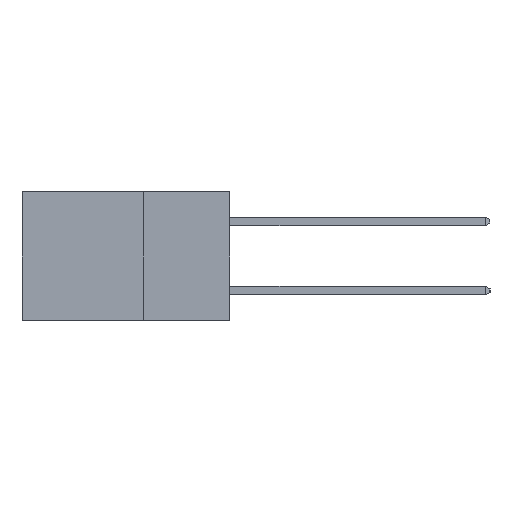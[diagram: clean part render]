
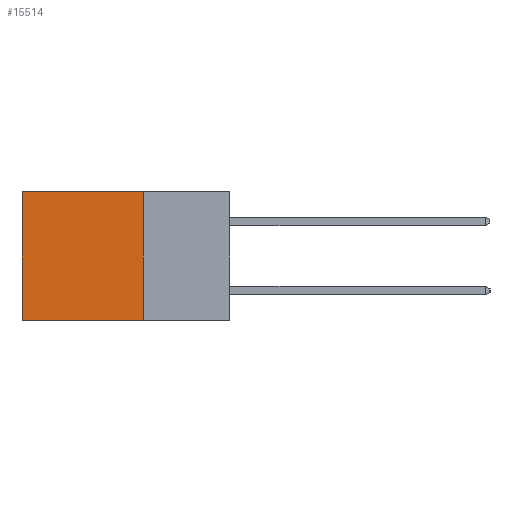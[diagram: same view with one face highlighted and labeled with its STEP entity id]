
A CAD part, left-side view. The second image highlights one B-rep face of the part: STEP entity #15514.
In plain terms, the highlighted planar face has unit normal (-1, 0, 0).
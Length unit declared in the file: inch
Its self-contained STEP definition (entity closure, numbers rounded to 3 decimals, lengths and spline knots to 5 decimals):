
#557 = EDGE_CURVE ( 'NONE', #9720, #10521, #12953, .T. ) ;
#631 = ORIENTED_EDGE ( 'NONE', *, *, #913, .F. ) ;
#678 = DIRECTION ( 'NONE',  ( 0., 0., -1. ) ) ;
#913 = EDGE_CURVE ( 'NONE', #9720, #10296, #14962, .T. ) ;
#1186 = AXIS2_PLACEMENT_3D ( 'NONE', #17335, #7524, #18951 ) ;
#1341 = CARTESIAN_POINT ( 'NONE',  ( 0.2615, 0.6, -0.37 ) ) ;
#2513 = PLANE ( 'NONE',  #1186 ) ;
#3038 = DIRECTION ( 'NONE',  ( 0., 0., -1. ) ) ;
#4167 = VECTOR ( 'NONE', #13543, 39.37008 ) ;
#4609 = LINE ( 'NONE', #10615, #17212 ) ;
#4649 = FACE_OUTER_BOUND ( 'NONE', #9317, .T. ) ;
#4655 = ORIENTED_EDGE ( 'NONE', *, *, #557, .T. ) ;
#4679 = DIRECTION ( 'NONE',  ( 0., 1., 0. ) ) ;
#5619 = EDGE_CURVE ( 'NONE', #10521, #18828, #4609, .T. ) ;
#6258 = VECTOR ( 'NONE', #3038, 39.37008 ) ;
#7524 = DIRECTION ( 'NONE',  ( 1., 0., 0. ) ) ;
#9317 = EDGE_LOOP ( 'NONE', ( #20879, #19321, #631, #4655 ) ) ;
#9454 = LINE ( 'NONE', #17762, #13321 ) ;
#9720 = VERTEX_POINT ( 'NONE', #18293 ) ;
#10296 = VERTEX_POINT ( 'NONE', #19698 ) ;
#10521 = VERTEX_POINT ( 'NONE', #17061 ) ;
#10615 = CARTESIAN_POINT ( 'NONE',  ( 0.2615, 0.6, -0.37 ) ) ;
#11647 = CARTESIAN_POINT ( 'NONE',  ( 0.2615, 0.25, 0. ) ) ;
#12181 = CARTESIAN_POINT ( 'NONE',  ( 0.2615, 0.25, -0.37 ) ) ;
#12953 = LINE ( 'NONE', #11647, #4167 ) ;
#13321 = VECTOR ( 'NONE', #4679, 39.37008 ) ;
#13543 = DIRECTION ( 'NONE',  ( 0., 1., 0. ) ) ;
#14962 = LINE ( 'NONE', #12181, #6258 ) ;
#15514 = ADVANCED_FACE ( 'NONE', ( #4649 ), #2513, .F. ) ;
#17061 = CARTESIAN_POINT ( 'NONE',  ( 0.2615, 0.6, 0. ) ) ;
#17212 = VECTOR ( 'NONE', #678, 39.37008 ) ;
#17335 = CARTESIAN_POINT ( 'NONE',  ( 0.2615, 0.25, -0.37 ) ) ;
#17444 = EDGE_CURVE ( 'NONE', #10296, #18828, #9454, .T. ) ;
#17762 = CARTESIAN_POINT ( 'NONE',  ( 0.2615, 0.25, -0.37 ) ) ;
#18293 = CARTESIAN_POINT ( 'NONE',  ( 0.2615, 0.25, 0. ) ) ;
#18828 = VERTEX_POINT ( 'NONE', #1341 ) ;
#18951 = DIRECTION ( 'NONE',  ( 0., 0., -1. ) ) ;
#19321 = ORIENTED_EDGE ( 'NONE', *, *, #17444, .F. ) ;
#19698 = CARTESIAN_POINT ( 'NONE',  ( 0.2615, 0.25, -0.37 ) ) ;
#20879 = ORIENTED_EDGE ( 'NONE', *, *, #5619, .T. ) ;
